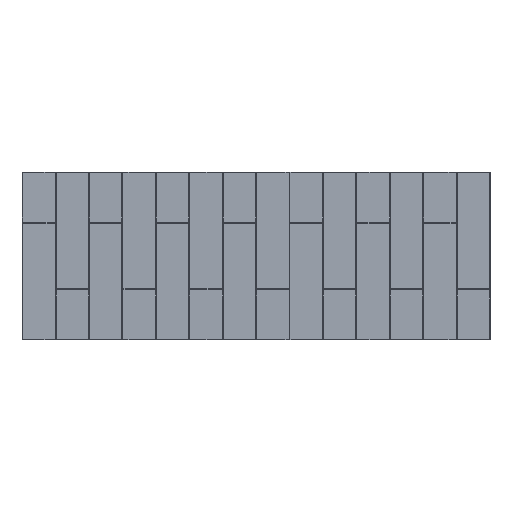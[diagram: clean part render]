
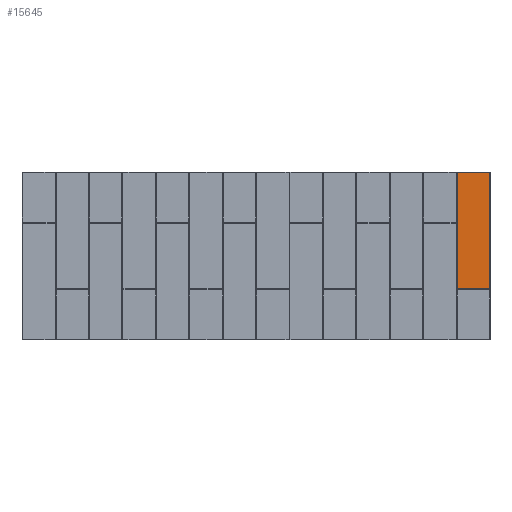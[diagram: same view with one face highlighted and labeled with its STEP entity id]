
A CAD part, top view. The second image highlights one B-rep face of the part: STEP entity #15645.
In plain terms, the highlighted planar face has unit normal (0, 0, 1).
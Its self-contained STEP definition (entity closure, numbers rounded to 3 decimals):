
#1208 = CARTESIAN_POINT ( 'NONE',  ( 1069.2, -607.446, 4.762 ) ) ;
#1349 = DIRECTION ( 'NONE',  ( 0., 0., 1. ) ) ;
#1518 = B_SPLINE_CURVE_WITH_KNOTS ( 'NONE', 3,
 ( #19209, #8349, #10073, #16650, #5797, #12361, #25751, #8490, #9050, #11054 ),
 .UNSPECIFIED., .F., .F.,
 ( 4, 2, 2, 2, 4 ),
 ( 0., 0.128, 0.333, 0.662, 1. ),
 .UNSPECIFIED. ) ;
#1582 = EDGE_CURVE ( 'NONE', #14142, #26935, #1518, .T. ) ;
#2345 = ORIENTED_EDGE ( 'NONE', *, *, #5421, .F. ) ;
#2636 = VERTEX_POINT ( 'NONE', #5069 ) ;
#2656 = DIRECTION ( 'NONE',  ( 1., 0., 0. ) ) ;
#2681 = VECTOR ( 'NONE', #11199, 1000. ) ;
#3607 = VERTEX_POINT ( 'NONE', #8576 ) ;
#4826 = EDGE_LOOP ( 'NONE', ( #18034, #19176, #17954, #23887, #2345 ) ) ;
#5069 = CARTESIAN_POINT ( 'NONE',  ( 1218.235, -76.2, 4.763 ) ) ;
#5421 = EDGE_CURVE ( 'NONE', #2636, #26403, #21966, .T. ) ;
#5797 = CARTESIAN_POINT ( 'NONE',  ( 1069.1, -607.427, 4.762 ) ) ;
#8349 = CARTESIAN_POINT ( 'NONE',  ( 1069.184, -607.446, 4.762 ) ) ;
#8490 = CARTESIAN_POINT ( 'NONE',  ( 1068.965, -607.287, 4.762 ) ) ;
#8576 = CARTESIAN_POINT ( 'NONE',  ( 1068.954, -76.2, 4.762 ) ) ;
#9050 = CARTESIAN_POINT ( 'NONE',  ( 1068.954, -607.243, 4.762 ) ) ;
#9908 = FACE_OUTER_BOUND ( 'NONE', #4826, .T. ) ;
#10073 = CARTESIAN_POINT ( 'NONE',  ( 1069.167, -607.445, 4.762 ) ) ;
#10197 = CARTESIAN_POINT ( 'NONE',  ( 0., 0., 4.762 ) ) ;
#10356 = DIRECTION ( 'NONE',  ( 1., 0., 0. ) ) ;
#11054 = CARTESIAN_POINT ( 'NONE',  ( 1068.954, -607.2, 4.763 ) ) ;
#11199 = DIRECTION ( 'NONE',  ( 0., -1., 0. ) ) ;
#11967 = EDGE_CURVE ( 'NONE', #3607, #2636, #14515, .T. ) ;
#12361 = CARTESIAN_POINT ( 'NONE',  ( 1069.04, -607.392, 4.762 ) ) ;
#14142 = VERTEX_POINT ( 'NONE', #1208 ) ;
#14515 = LINE ( 'NONE', #23215, #22081 ) ;
#14770 = DIRECTION ( 'NONE',  ( 1., 0., 0. ) ) ;
#15645 = ADVANCED_FACE ( 'NONE', ( #9908 ), #23054, .T. ) ;
#16650 = CARTESIAN_POINT ( 'NONE',  ( 1069.125, -607.436, 4.762 ) ) ;
#16745 = EDGE_CURVE ( 'NONE', #14142, #26403, #24476, .T. ) ;
#17353 = CARTESIAN_POINT ( 'NONE',  ( 1068.954, 0., 4.762 ) ) ;
#17954 = ORIENTED_EDGE ( 'NONE', *, *, #1582, .F. ) ;
#17976 = VECTOR ( 'NONE', #2656, 1000. ) ;
#18034 = ORIENTED_EDGE ( 'NONE', *, *, #11967, .F. ) ;
#18099 = DIRECTION ( 'NONE',  ( 0., -1., 0. ) ) ;
#19176 = ORIENTED_EDGE ( 'NONE', *, *, #19325, .T. ) ;
#19209 = CARTESIAN_POINT ( 'NONE',  ( 1069.2, -607.446, 4.762 ) ) ;
#19325 = EDGE_CURVE ( 'NONE', #3607, #26935, #22061, .T. ) ;
#19934 = CARTESIAN_POINT ( 'NONE',  ( 1068.954, -607.2, 4.763 ) ) ;
#19960 = CARTESIAN_POINT ( 'NONE',  ( 1218.235, 0., 4.763 ) ) ;
#21966 = LINE ( 'NONE', #19960, #25932 ) ;
#22061 = LINE ( 'NONE', #17353, #2681 ) ;
#22076 = CARTESIAN_POINT ( 'NONE',  ( 0., -607.446, 4.762 ) ) ;
#22081 = VECTOR ( 'NONE', #10356, 1000. ) ;
#23054 = PLANE ( 'NONE',  #26596 ) ;
#23215 = CARTESIAN_POINT ( 'NONE',  ( 0., -76.2, 4.762 ) ) ;
#23887 = ORIENTED_EDGE ( 'NONE', *, *, #16745, .T. ) ;
#24476 = LINE ( 'NONE', #22076, #17976 ) ;
#25751 = CARTESIAN_POINT ( 'NONE',  ( 1069.009, -607.361, 4.762 ) ) ;
#25932 = VECTOR ( 'NONE', #18099, 1000. ) ;
#26316 = CARTESIAN_POINT ( 'NONE',  ( 1218.235, -607.446, 4.763 ) ) ;
#26403 = VERTEX_POINT ( 'NONE', #26316 ) ;
#26596 = AXIS2_PLACEMENT_3D ( 'NONE', #10197, #1349, #14770 ) ;
#26935 = VERTEX_POINT ( 'NONE', #19934 ) ;
